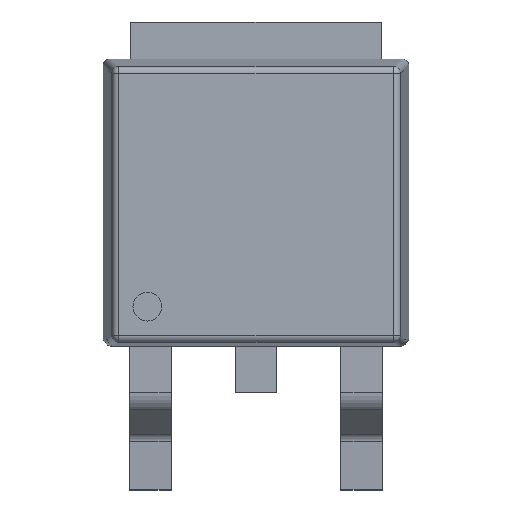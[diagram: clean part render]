
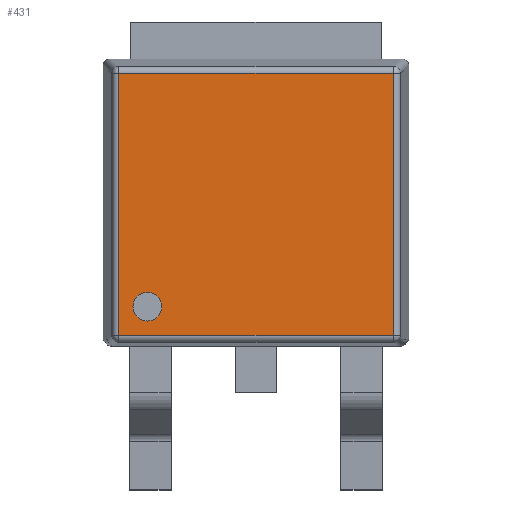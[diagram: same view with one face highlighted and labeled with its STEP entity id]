
A CAD part, top view. The second image highlights one B-rep face of the part: STEP entity #431.
In plain terms, the highlighted planar face has unit normal (0, 0, 1).
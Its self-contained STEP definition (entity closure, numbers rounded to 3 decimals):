
#56 = CARTESIAN_POINT ( 'NONE',  ( 2.966, 2.789, 1.135 ) ) ;
#77 = ORIENTED_EDGE ( 'NONE', *, *, #2411, .T. ) ;
#221 = CARTESIAN_POINT ( 'NONE',  ( 0., 0., 1.135 ) ) ;
#247 = VERTEX_POINT ( 'NONE', #531 ) ;
#316 = AXIS2_PLACEMENT_3D ( 'NONE', #221, #3367, #473 ) ;
#431 = ADVANCED_FACE ( 'NONE', ( #3314, #2803 ), #3074, .T. ) ;
#437 = DIRECTION ( 'NONE',  ( 0., 1., 0. ) ) ;
#460 = VERTEX_POINT ( 'NONE', #56 ) ;
#473 = DIRECTION ( 'NONE',  ( 1., 0., 0. ) ) ;
#482 = DIRECTION ( 'NONE',  ( 0., 0., 1. ) ) ;
#507 = EDGE_LOOP ( 'NONE', ( #2708, #2417 ) ) ;
#531 = CARTESIAN_POINT ( 'NONE',  ( -2.966, 2.789, 1.135 ) ) ;
#562 = CARTESIAN_POINT ( 'NONE',  ( 2.966, -2.868, 1.135 ) ) ;
#573 = DIRECTION ( 'NONE',  ( 0., 0., 1. ) ) ;
#721 = CARTESIAN_POINT ( 'NONE',  ( -2.966, -3.003, 1.135 ) ) ;
#728 = ORIENTED_EDGE ( 'NONE', *, *, #1205, .T. ) ;
#738 = CIRCLE ( 'NONE', #1896, 0.31 ) ;
#791 = ORIENTED_EDGE ( 'NONE', *, *, #1470, .T. ) ;
#1014 = LINE ( 'NONE', #721, #1219 ) ;
#1165 = AXIS2_PLACEMENT_3D ( 'NONE', #1776, #482, #1535 ) ;
#1205 = EDGE_CURVE ( 'NONE', #460, #247, #3072, .T. ) ;
#1219 = VECTOR ( 'NONE', #1220, 1000. ) ;
#1220 = DIRECTION ( 'NONE',  ( 0., -1., 0. ) ) ;
#1285 = EDGE_LOOP ( 'NONE', ( #77, #791, #1798, #728 ) ) ;
#1316 = CARTESIAN_POINT ( 'NONE',  ( 3.101, -2.868, 1.135 ) ) ;
#1470 = EDGE_CURVE ( 'NONE', #2988, #2733, #1571, .T. ) ;
#1535 = DIRECTION ( 'NONE',  ( 1., 0., 0. ) ) ;
#1556 = CARTESIAN_POINT ( 'NONE',  ( -2.036, -2.248, 1.135 ) ) ;
#1571 = LINE ( 'NONE', #1316, #1856 ) ;
#1679 = CARTESIAN_POINT ( 'NONE',  ( 2.966, 2.924, 1.135 ) ) ;
#1689 = VECTOR ( 'NONE', #2123, 1000. ) ;
#1720 = EDGE_CURVE ( 'NONE', #2320, #2447, #738, .T. ) ;
#1776 = CARTESIAN_POINT ( 'NONE',  ( -2.346, -2.248, 1.135 ) ) ;
#1798 = ORIENTED_EDGE ( 'NONE', *, *, #1888, .T. ) ;
#1830 = CIRCLE ( 'NONE', #1165, 0.31 ) ;
#1856 = VECTOR ( 'NONE', #2342, 1000. ) ;
#1888 = EDGE_CURVE ( 'NONE', #2733, #460, #2506, .T. ) ;
#1889 = DIRECTION ( 'NONE',  ( 1., 0., 0. ) ) ;
#1896 = AXIS2_PLACEMENT_3D ( 'NONE', #2681, #573, #1889 ) ;
#2123 = DIRECTION ( 'NONE',  ( -1., 0., 0. ) ) ;
#2308 = VECTOR ( 'NONE', #437, 1000. ) ;
#2318 = CARTESIAN_POINT ( 'NONE',  ( -3.101, 2.789, 1.135 ) ) ;
#2320 = VERTEX_POINT ( 'NONE', #2538 ) ;
#2342 = DIRECTION ( 'NONE',  ( 1., 0., 0. ) ) ;
#2411 = EDGE_CURVE ( 'NONE', #247, #2988, #1014, .T. ) ;
#2417 = ORIENTED_EDGE ( 'NONE', *, *, #1720, .F. ) ;
#2447 = VERTEX_POINT ( 'NONE', #1556 ) ;
#2506 = LINE ( 'NONE', #1679, #2308 ) ;
#2538 = CARTESIAN_POINT ( 'NONE',  ( -2.656, -2.248, 1.135 ) ) ;
#2681 = CARTESIAN_POINT ( 'NONE',  ( -2.346, -2.248, 1.135 ) ) ;
#2708 = ORIENTED_EDGE ( 'NONE', *, *, #2950, .F. ) ;
#2733 = VERTEX_POINT ( 'NONE', #562 ) ;
#2803 = FACE_OUTER_BOUND ( 'NONE', #1285, .T. ) ;
#2950 = EDGE_CURVE ( 'NONE', #2447, #2320, #1830, .T. ) ;
#2988 = VERTEX_POINT ( 'NONE', #3118 ) ;
#3072 = LINE ( 'NONE', #2318, #1689 ) ;
#3074 = PLANE ( 'NONE',  #316 ) ;
#3118 = CARTESIAN_POINT ( 'NONE',  ( -2.966, -2.868, 1.135 ) ) ;
#3314 = FACE_BOUND ( 'NONE', #507, .T. ) ;
#3367 = DIRECTION ( 'NONE',  ( 0., 0., 1. ) ) ;
